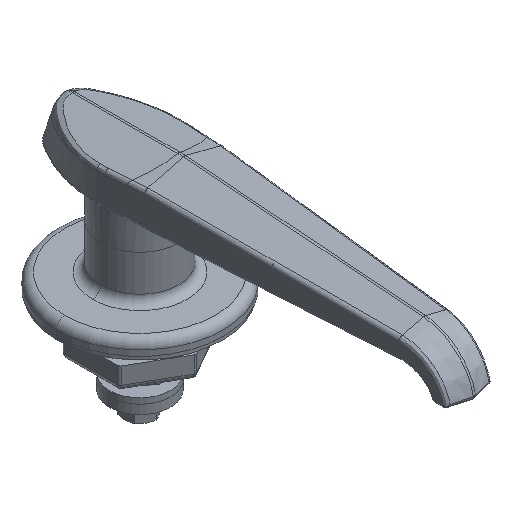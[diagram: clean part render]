
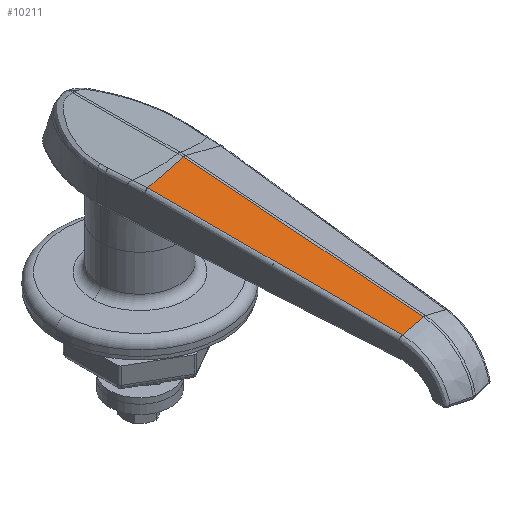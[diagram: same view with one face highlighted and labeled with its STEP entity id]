
A CAD part, isometric view. The second image highlights one B-rep face of the part: STEP entity #10211.
In plain terms, the highlighted planar face has unit normal (-0.259, -0.075, 0.963).
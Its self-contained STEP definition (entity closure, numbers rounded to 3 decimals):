
#200 = PLANE ( 'NONE',  #19478 ) ;
#870 = VECTOR ( 'NONE', #10474, 1000. ) ;
#1364 = CARTESIAN_POINT ( 'NONE',  ( -13.004, -15.867, 24.568 ) ) ;
#1613 = DIRECTION ( 'NONE',  ( -0.966, 0., -0.26 ) ) ;
#2337 = CARTESIAN_POINT ( 'NONE',  ( -12.998, -15.867, 24.57 ) ) ;
#2714 = VECTOR ( 'NONE', #19822, 1000. ) ;
#2927 = CARTESIAN_POINT ( 'NONE',  ( -0.388, -14.958, 28.03 ) ) ;
#3270 = FACE_OUTER_BOUND ( 'NONE', #18634, .T. ) ;
#5008 = CARTESIAN_POINT ( 'NONE',  ( -13.002, -15.867, 24.569 ) ) ;
#5909 = ORIENTED_EDGE ( 'NONE', *, *, #11521, .T. ) ;
#6355 = EDGE_CURVE ( 'NONE', #11405, #14396, #15722, .T. ) ;
#6728 = VECTOR ( 'NONE', #16567, 1000. ) ;
#7216 = CARTESIAN_POINT ( 'NONE',  ( -7.855, -101.841, 19.254 ) ) ;
#7676 = EDGE_CURVE ( 'NONE', #14396, #9334, #16706, .T. ) ;
#8178 = CARTESIAN_POINT ( 'NONE',  ( -13., -15.867, 24.57 ) ) ;
#9334 = VERTEX_POINT ( 'NONE', #9646 ) ;
#9646 = CARTESIAN_POINT ( 'NONE',  ( -13.004, -15.867, 24.568 ) ) ;
#10026 = CARTESIAN_POINT ( 'NONE',  ( -0.388, -15.998, 27.949 ) ) ;
#10211 = ADVANCED_FACE ( 'NONE', ( #3270 ), #200, .F. ) ;
#10474 = DIRECTION ( 'NONE',  ( -0.966, 0.01, -0.259 ) ) ;
#10928 = EDGE_CURVE ( 'NONE', #11405, #13954, #18061, .T. ) ;
#11085 = VERTEX_POINT ( 'NONE', #7216 ) ;
#11388 = ORIENTED_EDGE ( 'NONE', *, *, #13210, .T. ) ;
#11405 = VERTEX_POINT ( 'NONE', #10026 ) ;
#11521 = EDGE_CURVE ( 'NONE', #9334, #11085, #19750, .T. ) ;
#13210 = EDGE_CURVE ( 'NONE', #11085, #13954, #19888, .T. ) ;
#13954 = VERTEX_POINT ( 'NONE', #14645 ) ;
#14396 = VERTEX_POINT ( 'NONE', #2337 ) ;
#14522 = CARTESIAN_POINT ( 'NONE',  ( -11.288, -44.525, 22.797 ) ) ;
#14645 = CARTESIAN_POINT ( 'NONE',  ( -0.388, -101.996, 21.249 ) ) ;
#15722 = LINE ( 'NONE', #20900, #870 ) ;
#16450 = CARTESIAN_POINT ( 'NONE',  ( -9.571, -73.183, 21.026 ) ) ;
#16567 = DIRECTION ( 'NONE',  ( 0.966, -0.02, 0.258 ) ) ;
#16706 = B_SPLINE_CURVE_WITH_KNOTS ( 'NONE', 3,
 ( #19814, #8178, #5008, #1364 ),
 .UNSPECIFIED., .F., .F.,
 ( 4, 4 ),
 ( 0., 0. ),
 .UNSPECIFIED. ) ;
#16754 = CARTESIAN_POINT ( 'NONE',  ( -0.388, -14.958, 28.03 ) ) ;
#18016 = CARTESIAN_POINT ( 'NONE',  ( -17.5, -101.64, 16.678 ) ) ;
#18061 = LINE ( 'NONE', #2927, #2714 ) ;
#18473 = ORIENTED_EDGE ( 'NONE', *, *, #10928, .F. ) ;
#18524 = DIRECTION ( 'NONE',  ( 0.259, 0.075, -0.963 ) ) ;
#18634 = EDGE_LOOP ( 'NONE', ( #21102, #5909, #11388, #18473, #21705 ) ) ;
#19478 = AXIS2_PLACEMENT_3D ( 'NONE', #16754, #18524, #1613 ) ;
#19652 = CARTESIAN_POINT ( 'NONE',  ( -13.004, -15.867, 24.568 ) ) ;
#19750 = B_SPLINE_CURVE_WITH_KNOTS ( 'NONE', 3,
 ( #19652, #14522, #16450, #21111 ),
 .UNSPECIFIED., .F., .F.,
 ( 4, 4 ),
 ( -0.105, -0.019 ),
 .UNSPECIFIED. ) ;
#19814 = CARTESIAN_POINT ( 'NONE',  ( -12.998, -15.867, 24.57 ) ) ;
#19822 = DIRECTION ( 'NONE',  ( 0., -0.997, -0.078 ) ) ;
#19888 = LINE ( 'NONE', #18016, #6728 ) ;
#20900 = CARTESIAN_POINT ( 'NONE',  ( -1.127, -15.99, 27.751 ) ) ;
#21102 = ORIENTED_EDGE ( 'NONE', *, *, #7676, .T. ) ;
#21111 = CARTESIAN_POINT ( 'NONE',  ( -7.855, -101.841, 19.254 ) ) ;
#21705 = ORIENTED_EDGE ( 'NONE', *, *, #6355, .T. ) ;
